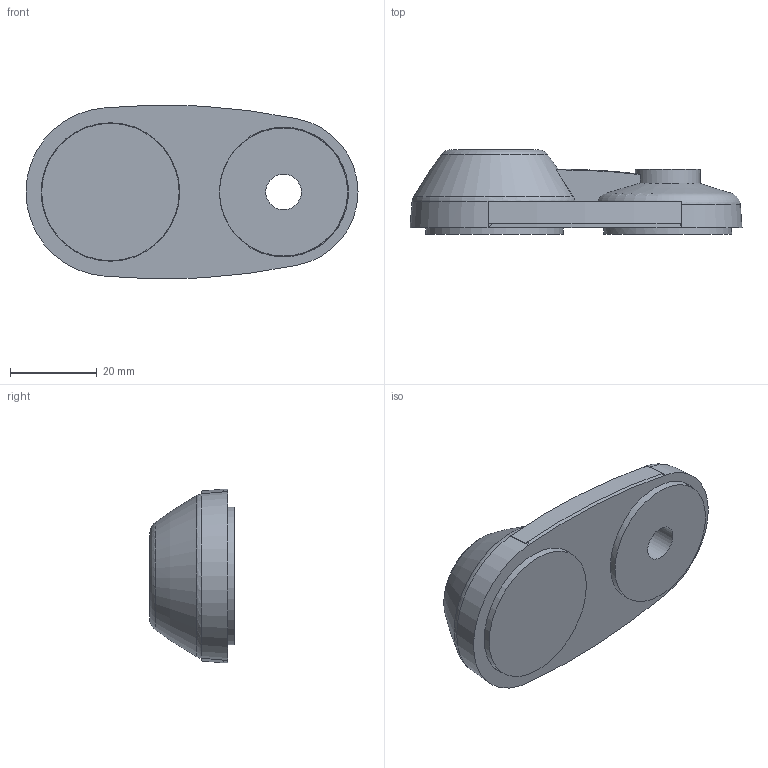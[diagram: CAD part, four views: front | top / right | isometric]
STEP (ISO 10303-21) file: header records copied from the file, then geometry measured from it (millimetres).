
FILE_DESCRIPTION(('FreeCAD Model'),'2;1');
FILE_NAME('Open CASCADE Shape Model','2024-03-20T10:55:29',(''),(''), 'Open CASCADE STEP processor 7.6','FreeCAD','Unknown');
FILE_SCHEMA(('AUTOMOTIVE_DESIGN { 1 0 10303 214 1 1 1 1 }'));
Length unit declared in the file: millimetre
Products named in the file (1): STI8-PPCA
Bounding box: 76.7 x 19.5 x 40.13 mm (x, y, z)
Volume: 23530.7 mm3; surface area: 12452.9 mm2
Topology: 1 solids, 1 shells, 58 faces, 141 edges, 89 vertices
Faces by surface type: plane 25, cylinder 17, cone 8, torus 3, bspline 2, revolution 2, sphere 1
Full cylindrical faces by diameter (mm): 8.2 x1, 15 x3, 29.58 x1, 31.74 x1, 32 x1
Entity records: 3978 total; most frequent: CARTESIAN_POINT 1245, DIRECTION 480, ORIENTED_EDGE 280, PCURVE 280, DEFINITIONAL_REPRESENTATION 280, LINE 188, VECTOR 188, EDGE_CURVE 140
